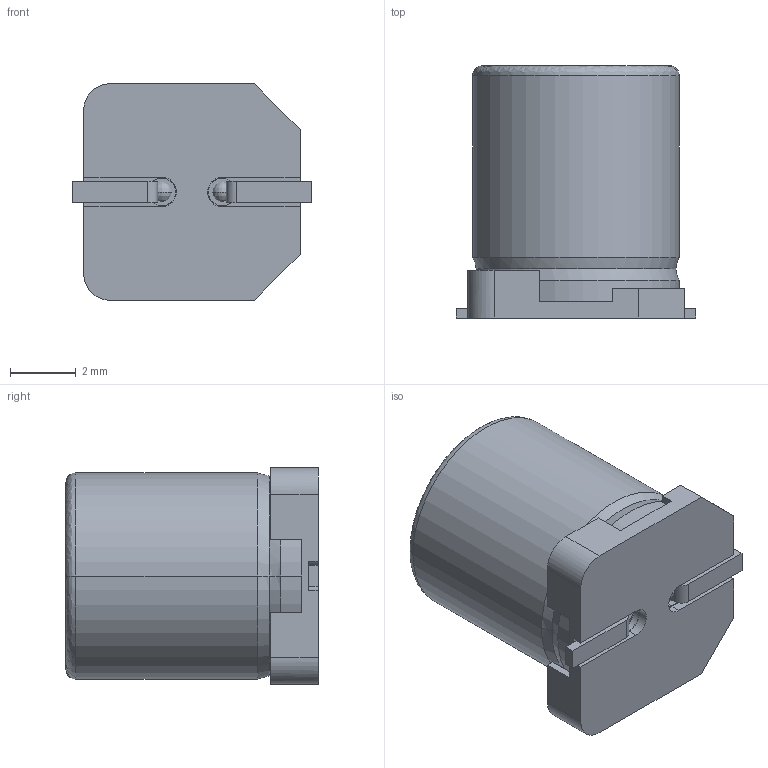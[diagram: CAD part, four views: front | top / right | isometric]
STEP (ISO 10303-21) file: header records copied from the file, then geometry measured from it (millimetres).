
FILE_DESCRIPTION(/* description */ (''),/* implementation_level */ '2;1');
FILE_NAME(/* name */ 'CAP_D8',/* time_stamp */ '2020-06-28T11:57:36-04:00',/* author */ (''),/* organization */ (''),/* preprocessor_version */ 'ST-DEVELOPER v16.5',/* originating_system */ '',/* authorisation */ '');
FILE_SCHEMA (('AUTOMOTIVE_DESIGN'));
Length unit declared in the file: millimetre
Products named in the file (4): �W�i�6.3 SIZE CODE D8; �W�SIZE CODE D8-003; �W�SIZE CODE D8-001; �W�SIZE CODE D8-002
Assembly tree (4 placements, depth 2):
  �W�i�6.3 SIZE CODE D8
    �W�SIZE CODE D8-003  x2
    �W�SIZE CODE D8-001
    �W�SIZE CODE D8-002
Bounding box: 7.3 x 7.7 x 6.6 mm (x, y, z)
Volume: 249.2 mm3; surface area: 333.3 mm2
Topology: 4 solids, 4 shells, 81 faces, 210 edges, 134 vertices
Faces by surface type: bspline 81
Entity records: 4731 total; most frequent: CARTESIAN_POINT 2446, B_SPLINE_CURVE_WITH_KNOTS 419, ORIENTED_EDGE 342, PCURVE 342, DEFINITIONAL_REPRESENTATION 342, SURFACE_CURVE 171, EDGE_CURVE 171, VERTEX_POINT 111
